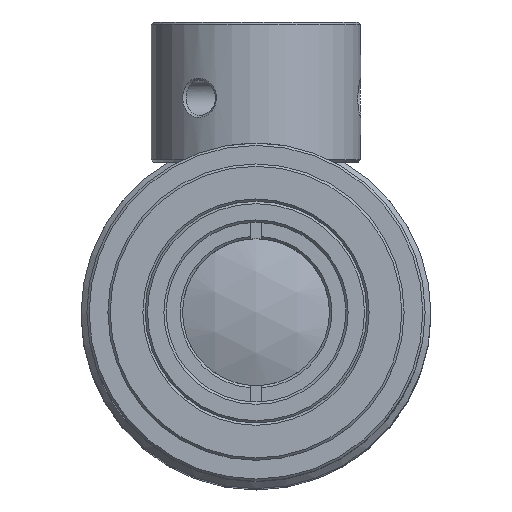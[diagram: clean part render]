
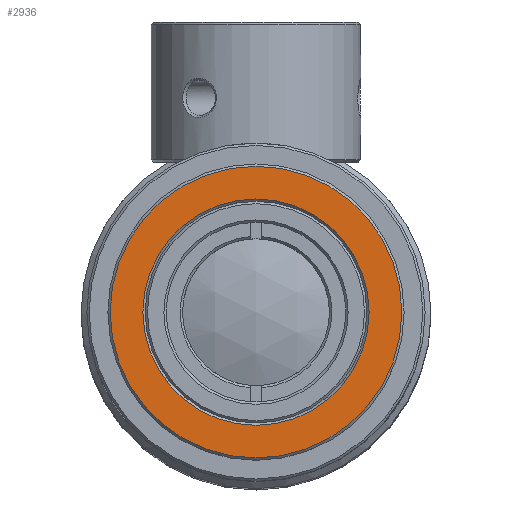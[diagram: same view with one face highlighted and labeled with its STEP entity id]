
A CAD part, top view. The second image highlights one B-rep face of the part: STEP entity #2936.
In plain terms, the highlighted planar face has unit normal (0, 0, 1).
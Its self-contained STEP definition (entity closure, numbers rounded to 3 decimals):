
#1242=PLANE('',#9537);
#2620=FACE_BOUND('',#3999,.T.);
#2621=FACE_BOUND('',#4000,.T.);
#2936=ADVANCED_FACE('',(#2620,#2621),#1242,.T.);
#3999=EDGE_LOOP('',(#4854));
#4000=EDGE_LOOP('',(#4855));
#4854=ORIENTED_EDGE('',*,*,#7968,.T.);
#4855=ORIENTED_EDGE('',*,*,#7969,.T.);
#7088=VERTEX_POINT('',#12967);
#7089=VERTEX_POINT('',#12969);
#7968=EDGE_CURVE('',#7088,#7088,#9130,.T.);
#7969=EDGE_CURVE('',#7089,#7089,#9131,.T.);
#9130=CIRCLE('',#9535,9.7);
#9131=CIRCLE('',#9536,12.5);
#9535=AXIS2_PLACEMENT_3D('',#12966,#10487,#10488);
#9536=AXIS2_PLACEMENT_3D('',#12968,#10489,#10490);
#9537=AXIS2_PLACEMENT_3D('',#12970,#10491,#10492);
#10487=DIRECTION('',(0.,0.,-1.));
#10488=DIRECTION('',(0.,-1.,0.));
#10489=DIRECTION('',(0.,0.,1.));
#10490=DIRECTION('',(0.,-1.,0.));
#10491=DIRECTION('',(0.,0.,1.));
#10492=DIRECTION('',(0.,-1.,0.));
#12966=CARTESIAN_POINT('',(0.,0.,141.729));
#12967=CARTESIAN_POINT('',(0.,-9.7,141.729));
#12968=CARTESIAN_POINT('',(0.,0.,141.729));
#12969=CARTESIAN_POINT('',(0.,-12.5,141.729));
#12970=CARTESIAN_POINT('',(0.,12.7,141.729));
